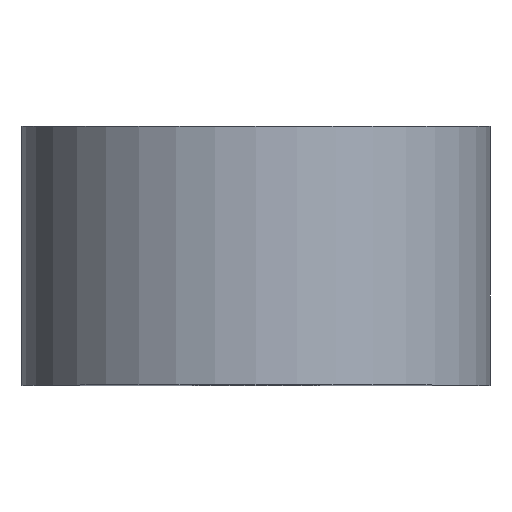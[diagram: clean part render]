
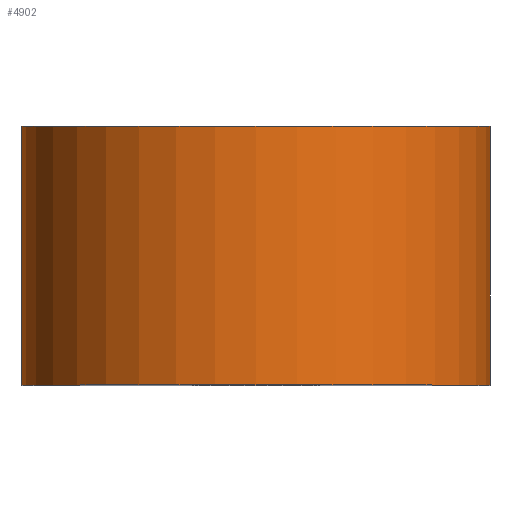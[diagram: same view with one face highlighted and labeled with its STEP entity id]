
A CAD part, top view. The second image highlights one B-rep face of the part: STEP entity #4902.
In plain terms, the highlighted cylindrical face has radius 8.5 mm (diameter 17 mm), a partial arc.
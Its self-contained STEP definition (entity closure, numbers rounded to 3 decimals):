
#45=CYLINDRICAL_SURFACE('',#5118,8.5);
#47=CIRCLE('',#5105,8.5);
#54=CIRCLE('',#5119,8.5);
#70=LINE('',#6719,#398);
#71=LINE('',#6723,#399);
#398=VECTOR('',#5339,1000.);
#399=VECTOR('',#5344,1000.);
#890=ORIENTED_EDGE('',*,*,#1926,.F.);
#891=ORIENTED_EDGE('',*,*,#1925,.F.);
#892=ORIENTED_EDGE('',*,*,#1916,.T.);
#893=ORIENTED_EDGE('',*,*,#1927,.T.);
#1916=EDGE_CURVE('',#2426,#2436,#47,.T.);
#1925=EDGE_CURVE('',#2426,#2444,#70,.T.);
#1926=EDGE_CURVE('',#2444,#2445,#54,.T.);
#1927=EDGE_CURVE('',#2436,#2445,#71,.T.);
#2426=VERTEX_POINT('',#6675);
#2436=VERTEX_POINT('',#6695);
#2444=VERTEX_POINT('',#6717);
#2445=VERTEX_POINT('',#6722);
#2837=EDGE_LOOP('',(#890,#891,#892,#893));
#3077=FACE_BOUND('',#2837,.T.);
#4902=ADVANCED_FACE('',(#3077),#45,.T.);
#5105=AXIS2_PLACEMENT_3D('',#6696,#5311,#5312);
#5118=AXIS2_PLACEMENT_3D('',#6720,#5340,#5341);
#5119=AXIS2_PLACEMENT_3D('',#6721,#5342,#5343);
#5311=DIRECTION('',(0.,-1.,0.));
#5312=DIRECTION('',(1.,0.,0.));
#5339=DIRECTION('',(0.,-1.,0.));
#5340=DIRECTION('',(0.,-1.,0.));
#5341=DIRECTION('',(0.,0.,-1.));
#5342=DIRECTION('',(0.,-1.,0.));
#5343=DIRECTION('',(1.,0.,0.));
#5344=DIRECTION('',(0.,-1.,0.));
#6675=CARTESIAN_POINT('',(8.5,9.4,0.));
#6695=CARTESIAN_POINT('',(-8.5,9.4,0.));
#6696=CARTESIAN_POINT('',(0.,9.4,0.));
#6717=CARTESIAN_POINT('',(8.5,0.,0.));
#6719=CARTESIAN_POINT('',(8.5,9.4,0.));
#6720=CARTESIAN_POINT('',(0.,9.4,0.));
#6721=CARTESIAN_POINT('',(0.,0.,0.));
#6722=CARTESIAN_POINT('',(-8.5,0.,0.));
#6723=CARTESIAN_POINT('',(-8.5,9.4,0.));
